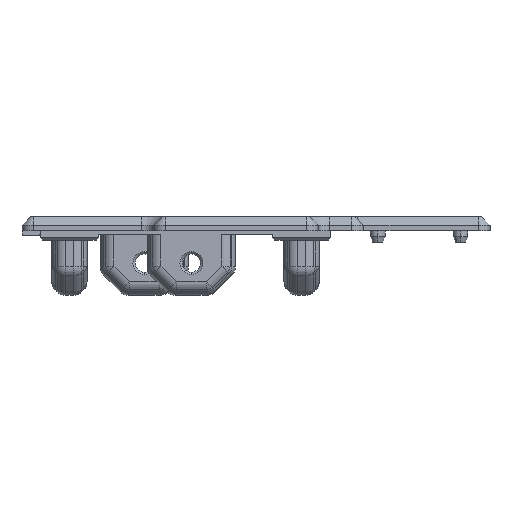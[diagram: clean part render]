
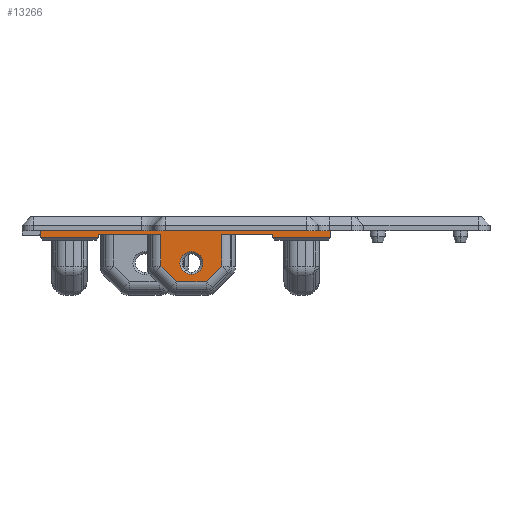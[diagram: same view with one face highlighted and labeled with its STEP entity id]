
A CAD part, left-side view. The second image highlights one B-rep face of the part: STEP entity #13266.
In plain terms, the highlighted planar face has unit normal (-1, 0, 0).
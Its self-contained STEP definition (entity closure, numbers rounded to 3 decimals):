
#121 = DIRECTION ( 'NONE',  ( 0., 1., 0. ) ) ;
#226 = CARTESIAN_POINT ( 'NONE',  ( -26.907, 28.991, 9. ) ) ;
#397 = VECTOR ( 'NONE', #5685, 1000. ) ;
#481 = DIRECTION ( 'NONE',  ( 0., -0.707, 0.707 ) ) ;
#496 = CARTESIAN_POINT ( 'NONE',  ( -26.907, 0.948, 0.328 ) ) ;
#504 = DIRECTION ( 'NONE',  ( 0., -1., 0. ) ) ;
#536 = EDGE_CURVE ( 'NONE', #10452, #7749, #1597, .T. ) ;
#592 = EDGE_CURVE ( 'NONE', #8760, #12326, #1439, .T. ) ;
#639 = DIRECTION ( 'NONE',  ( 0., -1., 0. ) ) ;
#719 = CARTESIAN_POINT ( 'NONE',  ( -26.907, -1.931, 8.4 ) ) ;
#731 = CARTESIAN_POINT ( 'NONE',  ( -26.907, 3.241, 3.5 ) ) ;
#892 = ORIENTED_EDGE ( 'NONE', *, *, #8974, .T. ) ;
#1204 = EDGE_CURVE ( 'NONE', #11521, #12727, #9799, .T. ) ;
#1439 = LINE ( 'NONE', #6280, #11106 ) ;
#1441 = DIRECTION ( 'NONE',  ( 1., 0., 0. ) ) ;
#1574 = CIRCLE ( 'NONE', #5007, 1.95 ) ;
#1597 = LINE ( 'NONE', #13610, #11927 ) ;
#1713 = DIRECTION ( 'NONE',  ( 0., -1., 0. ) ) ;
#1826 = EDGE_CURVE ( 'NONE', #5326, #11181, #1574, .T. ) ;
#1937 = CARTESIAN_POINT ( 'NONE',  ( -26.907, 0.705, 0.328 ) ) ;
#2093 = VECTOR ( 'NONE', #7823, 1000. ) ;
#2227 = LINE ( 'NONE', #2613, #397 ) ;
#2296 = LINE ( 'NONE', #3638, #4415 ) ;
#2344 = PLANE ( 'NONE',  #3492 ) ;
#2613 = CARTESIAN_POINT ( 'NONE',  ( -26.907, 0., 8.4 ) ) ;
#3492 = AXIS2_PLACEMENT_3D ( 'NONE', #7381, #6419, #121 ) ;
#3629 = CARTESIAN_POINT ( 'NONE',  ( -26.907, 8.412, 3.207 ) ) ;
#3638 = CARTESIAN_POINT ( 'NONE',  ( -26.907, -20.509, 7.8 ) ) ;
#3678 = DIRECTION ( 'NONE',  ( 0., -1., 0. ) ) ;
#3747 = CARTESIAN_POINT ( 'NONE',  ( -26.907, -20.509, 9. ) ) ;
#3881 = CARTESIAN_POINT ( 'NONE',  ( -26.907, -1.931, 8.4 ) ) ;
#3910 = CARTESIAN_POINT ( 'NONE',  ( -26.907, 0., 9. ) ) ;
#4001 = VERTEX_POINT ( 'NONE', #3881 ) ;
#4099 = CARTESIAN_POINT ( 'NONE',  ( -26.907, -20.509, 7.4 ) ) ;
#4172 = VERTEX_POINT ( 'NONE', #5422 ) ;
#4306 = DIRECTION ( 'NONE',  ( 0., 0., 1. ) ) ;
#4372 = ORIENTED_EDGE ( 'NONE', *, *, #7754, .T. ) ;
#4415 = VECTOR ( 'NONE', #504, 1000. ) ;
#4444 = DIRECTION ( 'NONE',  ( 0., -0.707, -0.707 ) ) ;
#4481 = ORIENTED_EDGE ( 'NONE', *, *, #9040, .T. ) ;
#4580 = EDGE_CURVE ( 'NONE', #8171, #4001, #7467, .T. ) ;
#4605 = FACE_OUTER_BOUND ( 'NONE', #13236, .T. ) ;
#5007 = AXIS2_PLACEMENT_3D ( 'NONE', #8079, #5060, #13419 ) ;
#5060 = DIRECTION ( 'NONE',  ( 1., 0., 0. ) ) ;
#5079 = VERTEX_POINT ( 'NONE', #3747 ) ;
#5080 = CARTESIAN_POINT ( 'NONE',  ( -26.907, 3.241, 1.55 ) ) ;
#5177 = EDGE_CURVE ( 'NONE', #5737, #13104, #5811, .T. ) ;
#5326 = VERTEX_POINT ( 'NONE', #8333 ) ;
#5422 = CARTESIAN_POINT ( 'NONE',  ( -26.907, -20.509, 7.8 ) ) ;
#5647 = ORIENTED_EDGE ( 'NONE', *, *, #9497, .T. ) ;
#5651 = VECTOR ( 'NONE', #3678, 1000. ) ;
#5662 = VECTOR ( 'NONE', #481, 1000. ) ;
#5685 = DIRECTION ( 'NONE',  ( 0., -1., 0. ) ) ;
#5737 = VERTEX_POINT ( 'NONE', #9183 ) ;
#5811 = LINE ( 'NONE', #9194, #8113 ) ;
#6008 = EDGE_CURVE ( 'NONE', #8760, #10452, #11497, .T. ) ;
#6081 = DIRECTION ( 'NONE',  ( 0., 0., 1. ) ) ;
#6128 = LINE ( 'NONE', #4099, #11184 ) ;
#6280 = CARTESIAN_POINT ( 'NONE',  ( -26.907, 28.991, 7.4 ) ) ;
#6419 = DIRECTION ( 'NONE',  ( 1., 0., 0. ) ) ;
#6600 = CARTESIAN_POINT ( 'NONE',  ( -26.907, 8.412, 2.964 ) ) ;
#6612 = ORIENTED_EDGE ( 'NONE', *, *, #1826, .T. ) ;
#6877 = CARTESIAN_POINT ( 'NONE',  ( -26.907, 19.066, 8.4 ) ) ;
#6942 = CARTESIAN_POINT ( 'NONE',  ( -26.907, 19.066, 7.8 ) ) ;
#6974 = CARTESIAN_POINT ( 'NONE',  ( -26.907, 5.776, 0.328 ) ) ;
#7062 = AXIS2_PLACEMENT_3D ( 'NONE', #731, #1441, #9829 ) ;
#7064 = ORIENTED_EDGE ( 'NONE', *, *, #6008, .T. ) ;
#7120 = DIRECTION ( 'NONE',  ( 0., 0., 1. ) ) ;
#7231 = ORIENTED_EDGE ( 'NONE', *, *, #8437, .T. ) ;
#7381 = CARTESIAN_POINT ( 'NONE',  ( -26.907, 10.741, -18.155 ) ) ;
#7467 = LINE ( 'NONE', #719, #7641 ) ;
#7608 = ORIENTED_EDGE ( 'NONE', *, *, #12083, .T. ) ;
#7641 = VECTOR ( 'NONE', #13275, 1000. ) ;
#7749 = VERTEX_POINT ( 'NONE', #6877 ) ;
#7754 = EDGE_CURVE ( 'NONE', #5737, #4172, #2296, .T. ) ;
#7823 = DIRECTION ( 'NONE',  ( 0., -1., 0. ) ) ;
#8079 = CARTESIAN_POINT ( 'NONE',  ( -26.907, 3.241, 3.5 ) ) ;
#8113 = VECTOR ( 'NONE', #7120, 1000. ) ;
#8171 = VERTEX_POINT ( 'NONE', #12487 ) ;
#8282 = LINE ( 'NONE', #8876, #5651 ) ;
#8333 = CARTESIAN_POINT ( 'NONE',  ( -26.907, 3.241, 5.45 ) ) ;
#8437 = EDGE_CURVE ( 'NONE', #8816, #11929, #12486, .T. ) ;
#8562 = ORIENTED_EDGE ( 'NONE', *, *, #4580, .T. ) ;
#8760 = VERTEX_POINT ( 'NONE', #12379 ) ;
#8781 = LINE ( 'NONE', #3910, #12362 ) ;
#8816 = VERTEX_POINT ( 'NONE', #11538 ) ;
#8876 = CARTESIAN_POINT ( 'NONE',  ( -26.907, 0., 8.4 ) ) ;
#8974 = EDGE_CURVE ( 'NONE', #11929, #11521, #10567, .T. ) ;
#9040 = EDGE_CURVE ( 'NONE', #4001, #13104, #2227, .T. ) ;
#9183 = CARTESIAN_POINT ( 'NONE',  ( -26.907, -10.584, 7.8 ) ) ;
#9194 = CARTESIAN_POINT ( 'NONE',  ( -26.907, -10.584, 7.4 ) ) ;
#9245 = ORIENTED_EDGE ( 'NONE', *, *, #536, .T. ) ;
#9314 = ORIENTED_EDGE ( 'NONE', *, *, #1204, .T. ) ;
#9497 = EDGE_CURVE ( 'NONE', #11181, #5326, #10555, .T. ) ;
#9708 = CARTESIAN_POINT ( 'NONE',  ( -26.907, 19.066, 7.8 ) ) ;
#9799 = LINE ( 'NONE', #496, #2093 ) ;
#9829 = DIRECTION ( 'NONE',  ( 0., 1., 0. ) ) ;
#9921 = VECTOR ( 'NONE', #4444, 1000. ) ;
#9998 = EDGE_CURVE ( 'NONE', #12727, #8171, #11350, .T. ) ;
#10359 = ORIENTED_EDGE ( 'NONE', *, *, #592, .F. ) ;
#10387 = ORIENTED_EDGE ( 'NONE', *, *, #5177, .F. ) ;
#10452 = VERTEX_POINT ( 'NONE', #9708 ) ;
#10472 = EDGE_LOOP ( 'NONE', ( #6612, #5647 ) ) ;
#10522 = VECTOR ( 'NONE', #639, 1000. ) ;
#10555 = CIRCLE ( 'NONE', #7062, 1.95 ) ;
#10567 = LINE ( 'NONE', #11814, #9921 ) ;
#10911 = CARTESIAN_POINT ( 'NONE',  ( -26.907, -1.759, 2.793 ) ) ;
#11106 = VECTOR ( 'NONE', #11528, 1000. ) ;
#11150 = VECTOR ( 'NONE', #11880, 1000. ) ;
#11181 = VERTEX_POINT ( 'NONE', #5080 ) ;
#11184 = VECTOR ( 'NONE', #6081, 1000. ) ;
#11233 = ORIENTED_EDGE ( 'NONE', *, *, #11438, .T. ) ;
#11350 = LINE ( 'NONE', #10911, #5662 ) ;
#11438 = EDGE_CURVE ( 'NONE', #7749, #8816, #8282, .T. ) ;
#11484 = EDGE_CURVE ( 'NONE', #12326, #5079, #8781, .T. ) ;
#11497 = LINE ( 'NONE', #6942, #10522 ) ;
#11521 = VERTEX_POINT ( 'NONE', #6974 ) ;
#11528 = DIRECTION ( 'NONE',  ( 0., 0., 1. ) ) ;
#11538 = CARTESIAN_POINT ( 'NONE',  ( -26.907, 8.412, 8.4 ) ) ;
#11814 = CARTESIAN_POINT ( 'NONE',  ( -26.907, 5.948, 0.5 ) ) ;
#11880 = DIRECTION ( 'NONE',  ( 0., 0., -1. ) ) ;
#11927 = VECTOR ( 'NONE', #4306, 1000. ) ;
#11929 = VERTEX_POINT ( 'NONE', #6600 ) ;
#12083 = EDGE_CURVE ( 'NONE', #4172, #5079, #6128, .T. ) ;
#12326 = VERTEX_POINT ( 'NONE', #226 ) ;
#12336 = ORIENTED_EDGE ( 'NONE', *, *, #9998, .T. ) ;
#12362 = VECTOR ( 'NONE', #1713, 1000. ) ;
#12379 = CARTESIAN_POINT ( 'NONE',  ( -26.907, 28.991, 7.8 ) ) ;
#12486 = LINE ( 'NONE', #3629, #11150 ) ;
#12487 = CARTESIAN_POINT ( 'NONE',  ( -26.907, -1.931, 2.964 ) ) ;
#12639 = FACE_BOUND ( 'NONE', #10472, .T. ) ;
#12727 = VERTEX_POINT ( 'NONE', #1937 ) ;
#12962 = ORIENTED_EDGE ( 'NONE', *, *, #11484, .F. ) ;
#13095 = CARTESIAN_POINT ( 'NONE',  ( -26.907, -10.584, 8.4 ) ) ;
#13104 = VERTEX_POINT ( 'NONE', #13095 ) ;
#13236 = EDGE_LOOP ( 'NONE', ( #8562, #4481, #10387, #4372, #7608, #12962, #10359, #7064, #9245, #11233, #7231, #892, #9314, #12336 ) ) ;
#13266 = ADVANCED_FACE ( 'NONE', ( #12639, #4605 ), #2344, .F. ) ;
#13275 = DIRECTION ( 'NONE',  ( 0., 0., 1. ) ) ;
#13419 = DIRECTION ( 'NONE',  ( 0., 1., 0. ) ) ;
#13610 = CARTESIAN_POINT ( 'NONE',  ( -26.907, 19.066, 7.4 ) ) ;
